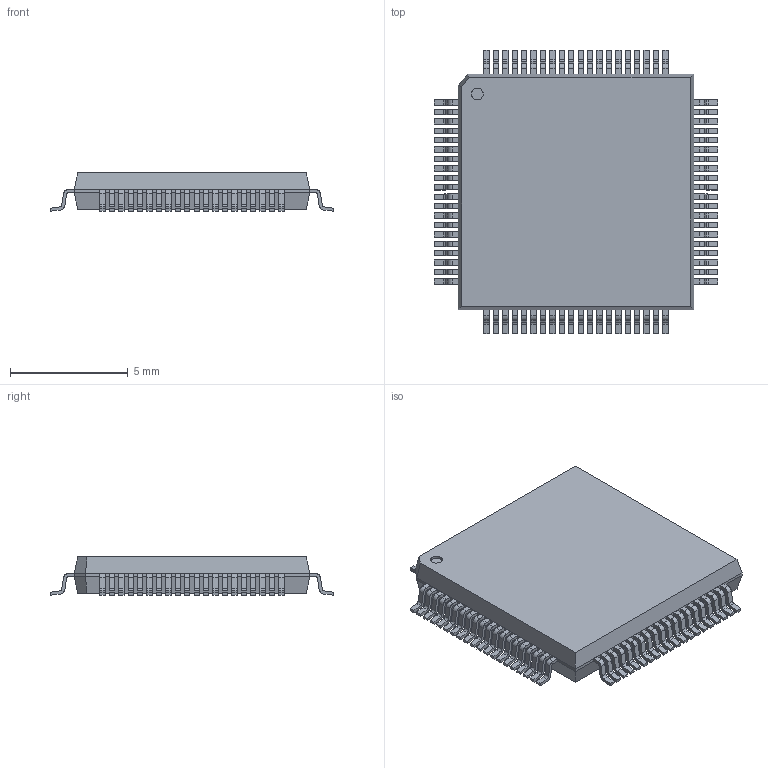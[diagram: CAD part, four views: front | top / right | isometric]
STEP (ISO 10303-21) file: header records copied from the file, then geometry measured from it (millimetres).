
FILE_DESCRIPTION((''),'2;1');
FILE_NAME('QFP40P1200X1200X160-80N.stp','2012-08-13T11:50:46',(''),(''),'Mechanical Desktop 2011','Mechanical Desktop 2011',', , ');
FILE_SCHEMA(('AUTOMOTIVE_DESIGN { 1 2 10303 214 1 1 1 1 }'));
Length unit declared in the file: millimetre
Products named in the file (1): Product
Bounding box: 12.03 x 12.03 x 1.63 mm (x, y, z)
Volume: 154.4 mm3; surface area: 344.7 mm2
Topology: 81 solids, 81 shells, 1140 faces, 2921 edges, 1944 vertices
Faces by surface type: bspline 560, plane 418, cylinder 162
Entity records: 36481 total; most frequent: CARTESIAN_POINT 9926, ORIENTED_EDGE 5842, DIRECTION 4727, EDGE_CURVE 2921, VECTOR 2277, LINE 2277, VERTEX_POINT 1944, AXIS2_PLACEMENT_3D 1225
